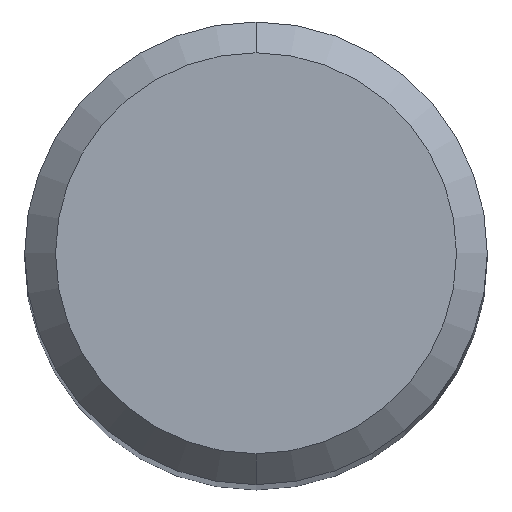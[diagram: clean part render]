
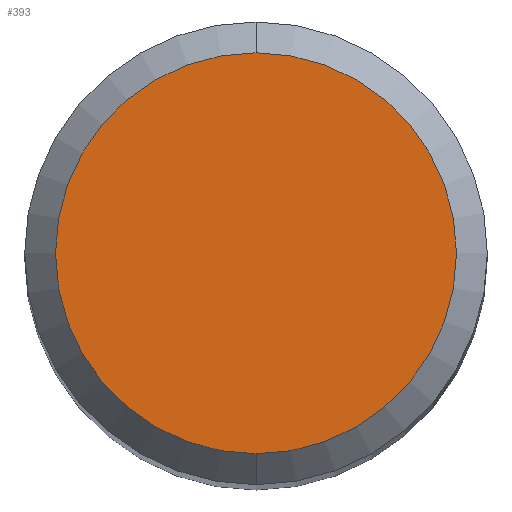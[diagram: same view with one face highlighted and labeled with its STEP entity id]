
A CAD part, top view. The second image highlights one B-rep face of the part: STEP entity #393.
In plain terms, the highlighted planar face has unit normal (0, 0, 1).
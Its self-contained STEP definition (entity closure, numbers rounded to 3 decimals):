
#341=EDGE_CURVE('',#879,#903,#961,.T.);
#393=ADVANCED_FACE('',(#1017),#1018,.T.);
#823=EDGE_CURVE('',#903,#879,#1487,.T.);
#879=VERTEX_POINT('',#1549);
#903=VERTEX_POINT('',#1576);
#961=CIRCLE('',#1687,2.6);
#1017=FACE_OUTER_BOUND('',#2034,.T.);
#1018=PLANE('',#2035);
#1487=CIRCLE('',#7838,2.6);
#1549=CARTESIAN_POINT('',(0.0,2.6,0.0));
#1576=CARTESIAN_POINT('',(0.,-2.6,0.0));
#1687=AXIS2_PLACEMENT_3D('',#9611,#9612,#9613);
#2034=EDGE_LOOP('',(#9671,#9672));
#2035=AXIS2_PLACEMENT_3D('',#9673,#9674,#9675);
#7838=AXIS2_PLACEMENT_3D('',#10137,#10138,#10139);
#9611=CARTESIAN_POINT('',(0.0,0.0,0.0));
#9612=DIRECTION('',(0.0,0.0,-1.0));
#9613=DIRECTION('',(0.0,1.0,0.0));
#9671=ORIENTED_EDGE('',*,*,#341,.F.);
#9672=ORIENTED_EDGE('',*,*,#823,.F.);
#9673=CARTESIAN_POINT('',(0.0,1.3,0.0));
#9674=DIRECTION('',(-0.0,0.0,1.0));
#9675=DIRECTION('',(0.0,-1.0,0.0));
#10137=CARTESIAN_POINT('',(0.0,0.0,0.0));
#10138=DIRECTION('',(0.0,0.0,-1.0));
#10139=DIRECTION('',(0.0,1.0,0.0));
